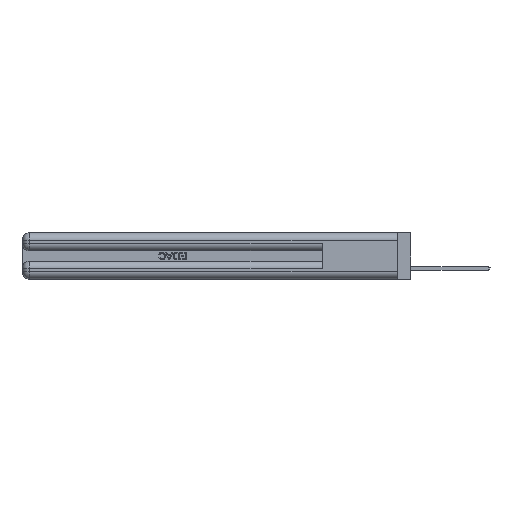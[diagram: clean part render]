
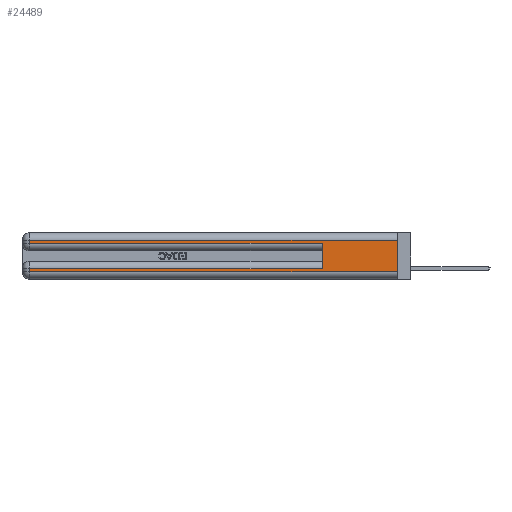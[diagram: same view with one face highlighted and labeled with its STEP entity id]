
A CAD part, left-side view. The second image highlights one B-rep face of the part: STEP entity #24489.
In plain terms, the highlighted planar face has unit normal (-1, 0, 0).
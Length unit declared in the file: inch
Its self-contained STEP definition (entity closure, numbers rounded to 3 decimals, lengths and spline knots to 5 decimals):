
#264 = ORIENTED_EDGE ( 'NONE', *, *, #24399, .T. ) ;
#1272 = VERTEX_POINT ( 'NONE', #12357 ) ;
#2358 = CARTESIAN_POINT ( 'NONE',  ( 0., 0., 0.285 ) ) ;
#2677 = EDGE_CURVE ( 'NONE', #28277, #42174, #43524, .T. ) ;
#2821 = VERTEX_POINT ( 'NONE', #2854 ) ;
#2854 = CARTESIAN_POINT ( 'NONE',  ( 0., 0.6, 0.285 ) ) ;
#3380 = DIRECTION ( 'NONE',  ( 1., 0., 0. ) ) ;
#4128 = VECTOR ( 'NONE', #6263, 39.37008 ) ;
#4641 = ORIENTED_EDGE ( 'NONE', *, *, #12277, .T. ) ;
#6263 = DIRECTION ( 'NONE',  ( 0., -1., 0. ) ) ;
#6453 = LINE ( 'NONE', #18189, #38520 ) ;
#6463 = VERTEX_POINT ( 'NONE', #20932 ) ;
#6645 = CARTESIAN_POINT ( 'NONE',  ( 0., 2.94, 0.37 ) ) ;
#6802 = DIRECTION ( 'NONE',  ( 0., 0., -1. ) ) ;
#7217 = CARTESIAN_POINT ( 'NONE',  ( 0., 0., 0.37 ) ) ;
#8070 = DIRECTION ( 'NONE',  ( 0., 0., -1. ) ) ;
#8405 = CARTESIAN_POINT ( 'NONE',  ( 0., 0.6, 0.085 ) ) ;
#8685 = CARTESIAN_POINT ( 'NONE',  ( 0., 0.6, 0.145 ) ) ;
#9069 = LINE ( 'NONE', #32961, #21300 ) ;
#11026 = CARTESIAN_POINT ( 'NONE',  ( 0., 0., 0.06 ) ) ;
#11485 = DIRECTION ( 'NONE',  ( 0., 0., 1. ) ) ;
#12277 = EDGE_CURVE ( 'NONE', #1272, #2821, #36893, .T. ) ;
#12357 = CARTESIAN_POINT ( 'NONE',  ( 0., 2.94, 0.285 ) ) ;
#13517 = VECTOR ( 'NONE', #8070, 39.37008 ) ;
#13639 = VECTOR ( 'NONE', #41333, 39.37008 ) ;
#14195 = VECTOR ( 'NONE', #41301, 39.37008 ) ;
#15313 = VERTEX_POINT ( 'NONE', #35674 ) ;
#16871 = LINE ( 'NONE', #38072, #13639 ) ;
#17621 = EDGE_CURVE ( 'NONE', #6463, #1272, #37866, .T. ) ;
#17773 = CARTESIAN_POINT ( 'NONE',  ( 0., 2.94, 0.37 ) ) ;
#18189 = CARTESIAN_POINT ( 'NONE',  ( 0., 0., 0.37 ) ) ;
#19634 = FACE_OUTER_BOUND ( 'NONE', #32285, .T. ) ;
#20248 = PLANE ( 'NONE',  #26606 ) ;
#20921 = ORIENTED_EDGE ( 'NONE', *, *, #23577, .T. ) ;
#20932 = CARTESIAN_POINT ( 'NONE',  ( 0., 2.94, 0.31 ) ) ;
#21300 = VECTOR ( 'NONE', #32340, 39.37008 ) ;
#22652 = ORIENTED_EDGE ( 'NONE', *, *, #17621, .T. ) ;
#22781 = ORIENTED_EDGE ( 'NONE', *, *, #33266, .F. ) ;
#23577 = EDGE_CURVE ( 'NONE', #42174, #36205, #9069, .T. ) ;
#24399 = EDGE_CURVE ( 'NONE', #42986, #28277, #38970, .T. ) ;
#24489 = ADVANCED_FACE ( 'NONE', ( #19634 ), #20248, .F. ) ;
#26363 = CARTESIAN_POINT ( 'NONE',  ( 0., 2.94, 0.085 ) ) ;
#26606 = AXIS2_PLACEMENT_3D ( 'NONE', #7217, #3380, #6802 ) ;
#27780 = EDGE_CURVE ( 'NONE', #15313, #6463, #16871, .T. ) ;
#28277 = VERTEX_POINT ( 'NONE', #26363 ) ;
#29914 = VECTOR ( 'NONE', #34627, 39.37008 ) ;
#32285 = EDGE_LOOP ( 'NONE', ( #38678, #33399, #22652, #4641, #22781, #264, #41876, #20921 ) ) ;
#32340 = DIRECTION ( 'NONE',  ( 0., -1., 0. ) ) ;
#32961 = CARTESIAN_POINT ( 'NONE',  ( 0., 0., 0.06 ) ) ;
#33266 = EDGE_CURVE ( 'NONE', #42986, #2821, #38283, .T. ) ;
#33399 = ORIENTED_EDGE ( 'NONE', *, *, #27780, .T. ) ;
#33495 = VECTOR ( 'NONE', #11485, 39.37008 ) ;
#34627 = DIRECTION ( 'NONE',  ( 0., 1., 0. ) ) ;
#35674 = CARTESIAN_POINT ( 'NONE',  ( 0., 0., 0.31 ) ) ;
#36205 = VERTEX_POINT ( 'NONE', #11026 ) ;
#36893 = LINE ( 'NONE', #2358, #4128 ) ;
#37866 = LINE ( 'NONE', #6645, #14195 ) ;
#38000 = CARTESIAN_POINT ( 'NONE',  ( 0., 2.94, 0.06 ) ) ;
#38043 = EDGE_CURVE ( 'NONE', #15313, #36205, #6453, .T. ) ;
#38072 = CARTESIAN_POINT ( 'NONE',  ( 0., 0., 0.31 ) ) ;
#38283 = LINE ( 'NONE', #8685, #33495 ) ;
#38520 = VECTOR ( 'NONE', #41716, 39.37008 ) ;
#38678 = ORIENTED_EDGE ( 'NONE', *, *, #38043, .F. ) ;
#38970 = LINE ( 'NONE', #41330, #29914 ) ;
#41301 = DIRECTION ( 'NONE',  ( 0., 0., -1. ) ) ;
#41330 = CARTESIAN_POINT ( 'NONE',  ( 0., 0., 0.085 ) ) ;
#41333 = DIRECTION ( 'NONE',  ( 0., 1., 0. ) ) ;
#41716 = DIRECTION ( 'NONE',  ( 0., 0., -1. ) ) ;
#41876 = ORIENTED_EDGE ( 'NONE', *, *, #2677, .T. ) ;
#42174 = VERTEX_POINT ( 'NONE', #38000 ) ;
#42986 = VERTEX_POINT ( 'NONE', #8405 ) ;
#43524 = LINE ( 'NONE', #17773, #13517 ) ;
